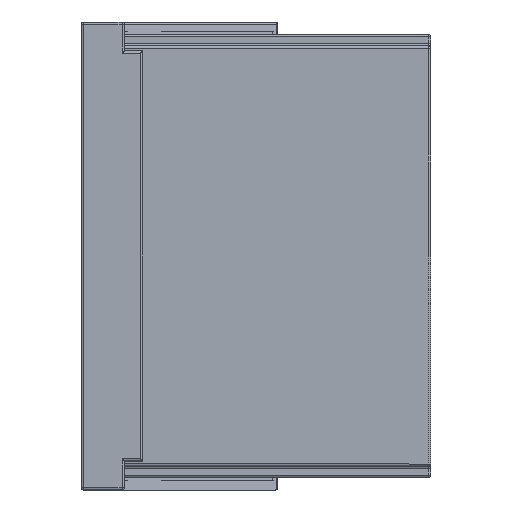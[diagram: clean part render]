
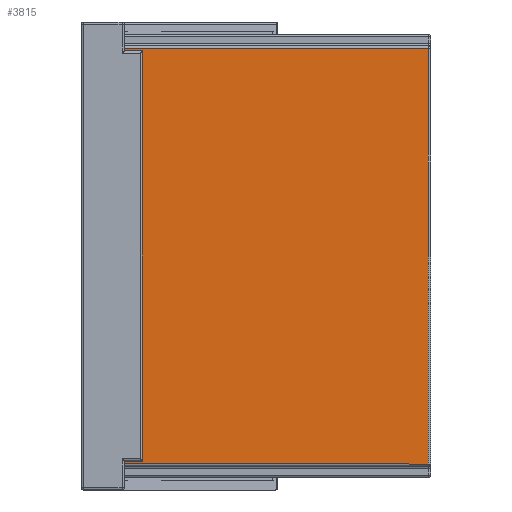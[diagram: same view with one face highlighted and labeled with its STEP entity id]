
A CAD part, left-side view. The second image highlights one B-rep face of the part: STEP entity #3815.
In plain terms, the highlighted planar face has unit normal (-1, 0, 0).
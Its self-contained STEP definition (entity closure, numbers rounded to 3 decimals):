
#156=PLANE('',#4257);
#363=FACE_OUTER_BOUND('',#610,.T.);
#610=EDGE_LOOP('',(#3112,#3113,#3114,#3115));
#802=LINE('',#6281,#1085);
#890=LINE('',#7051,#1173);
#893=LINE('',#7056,#1176);
#896=LINE('',#7060,#1179);
#1085=VECTOR('',#4756,10.);
#1173=VECTOR('',#5236,10.);
#1176=VECTOR('',#5243,10.);
#1179=VECTOR('',#5248,10.);
#1625=VERTEX_POINT('',#6278);
#1626=VERTEX_POINT('',#6280);
#1717=VERTEX_POINT('',#6878);
#1747=VERTEX_POINT('',#7043);
#2004=EDGE_CURVE('',#1625,#1626,#802,.T.);
#2217=EDGE_CURVE('',#1747,#1625,#890,.T.);
#2220=EDGE_CURVE('',#1717,#1747,#893,.T.);
#2223=EDGE_CURVE('',#1626,#1717,#896,.T.);
#3112=ORIENTED_EDGE('',*,*,#2217,.F.);
#3113=ORIENTED_EDGE('',*,*,#2220,.F.);
#3114=ORIENTED_EDGE('',*,*,#2223,.F.);
#3115=ORIENTED_EDGE('',*,*,#2004,.F.);
#3815=ADVANCED_FACE('',(#363),#156,.F.);
#4257=AXIS2_PLACEMENT_3D('',#7088,#5286,#5287);
#4756=DIRECTION('',(0.,0.,1.));
#5236=DIRECTION('',(0.,1.,0.));
#5243=DIRECTION('',(0.,0.,-1.));
#5248=DIRECTION('',(0.,-1.,0.));
#5286=DIRECTION('center_axis',(1.,0.,0.));
#5287=DIRECTION('ref_axis',(0.,1.,0.));
#6278=CARTESIAN_POINT('',(-80.1,29.125,-46.));
#6280=CARTESIAN_POINT('',(-80.1,29.125,46.));
#6281=CARTESIAN_POINT('',(-80.1,29.125,-51.75));
#6878=CARTESIAN_POINT('',(-80.1,-38.125,46.));
#7043=CARTESIAN_POINT('',(-80.1,-38.125,-46.));
#7051=CARTESIAN_POINT('',(-80.1,-4.75,-46.));
#7056=CARTESIAN_POINT('',(-80.1,-38.125,0.));
#7060=CARTESIAN_POINT('',(-80.1,-38.625,46.));
#7088=CARTESIAN_POINT('Origin',(-80.1,-38.625,-51.75));
